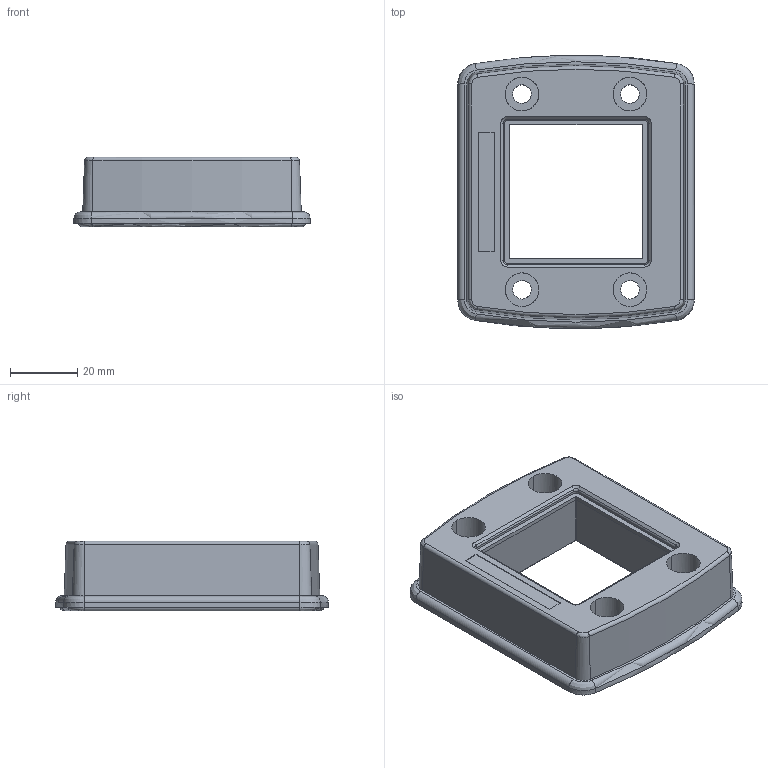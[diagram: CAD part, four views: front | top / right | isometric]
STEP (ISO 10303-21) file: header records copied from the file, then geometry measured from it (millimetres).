
FILE_DESCRIPTION(('CATIA V5 STEP Exchange','CAx-IF Rec.Pracs.--- Model Styling and Organization---1.4--- 2014-01-23'),'2;1');
FILE_NAME ('D1463337_1_2583780000_2583780000.stp','2019-02-07T09:47:25+00:00',('none'),('Weidmueller'),'CATIA Version 5-6 Release 2016 SP3 HF44','CATIA V5 STEP AP214','none');
FILE_SCHEMA(('AUTOMOTIVE_DESIGN { 1 0 10303 214 1 1 1 1 }'));
Length unit declared in the file: millimetre
Products named in the file (1): 67197_CABTITE_FR_4-1_BK 
Bounding box: 70.08 x 80.9 x 20.6 mm (x, y, z)
Volume: 57045.9 mm3; surface area: 17519.6 mm2
Topology: 1 solids, 1 shells, 119 faces, 284 edges, 176 vertices
Faces by surface type: cylinder 38, plane 35, bspline 32, torus 6, cone 4, extrusion 4
Entity records: 6084 total; most frequent: CARTESIAN_POINT 3702, ORIENTED_EDGE 568, DIRECTION 333, EDGE_CURVE 284, VERTEX_POINT 176, EDGE_LOOP 138, AXIS2_PLACEMENT_3D 130, VECTOR 121
